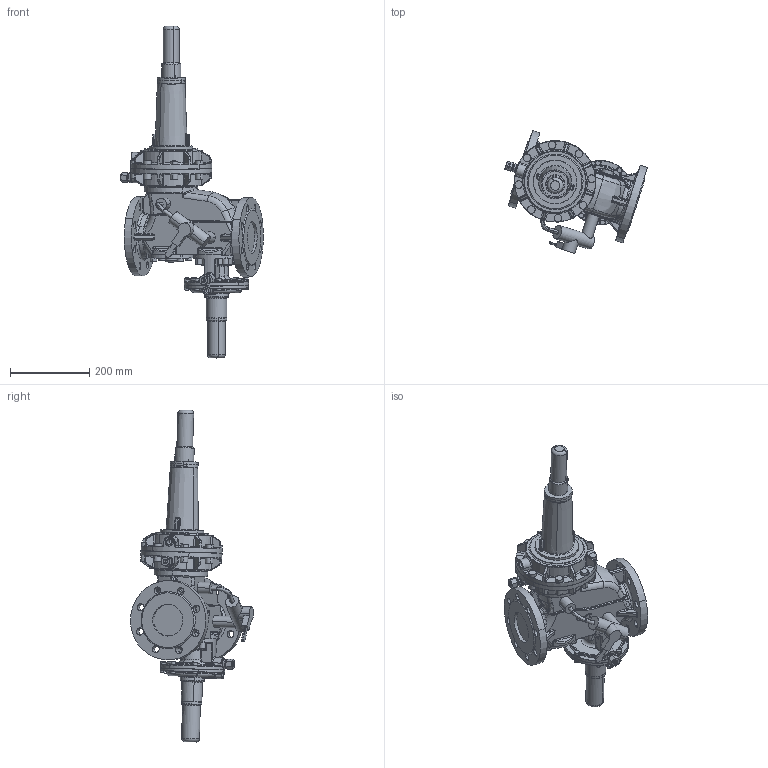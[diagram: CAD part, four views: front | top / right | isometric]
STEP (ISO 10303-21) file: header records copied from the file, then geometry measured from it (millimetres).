
FILE_DESCRIPTION(('CATIA V5 STEP'),'2;1');
FILE_NAME('RS 250 DN 080-205-HDS-links.stp','2014-03-28T13:51:26+00:00',('none'),('none'),'CATIA Version 5 Release 19 SP 9 (IN-10)','CATIA V5 STEP AP203 Edition 2','none');
FILE_SCHEMA(('AP203_CONFIGURATION_CONTROLLED_3D_DESIGN_OF_MECHANICAL_PARTS_AND_ASSEMBLIES_MIM_LF { 1 0 10303 403 2 1 2}'));
Products named in the file (5): Product1; Product1_AllCATPart; Produkt1; 8630H1; 8630H
Assembly tree (4 placements, depth 3):
  Product1
    Product1_AllCATPart
    Produkt1
      8630H1
      8630H
Bounding box: 359.84 x 310.22 x 837.55 mm (x, y, z)
Volume: 10121272.3 mm3; surface area: 649441.5 mm2
Topology: 3 solids, 18 shells, 2084 faces, 5054 edges, 2933 vertices
Faces by surface type: cylinder 739, torus 443, bspline 377, plane 320, cone 106, sphere 84, revolution 11, extrusion 4
Entity records: 84814 total; most frequent: CARTESIAN_POINT 43033, ORIENTED_EDGE 9848, DIRECTION 6088, EDGE_CURVE 4924, AXIS2_PLACEMENT_3D 3531, VERTEX_POINT 2933, EDGE_LOOP 2181, CIRCLE 2162
